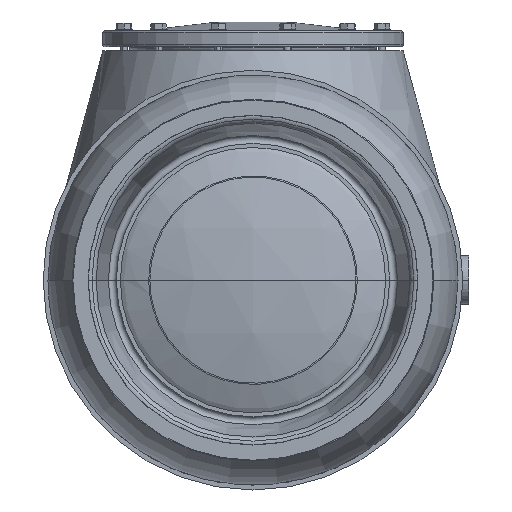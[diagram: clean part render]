
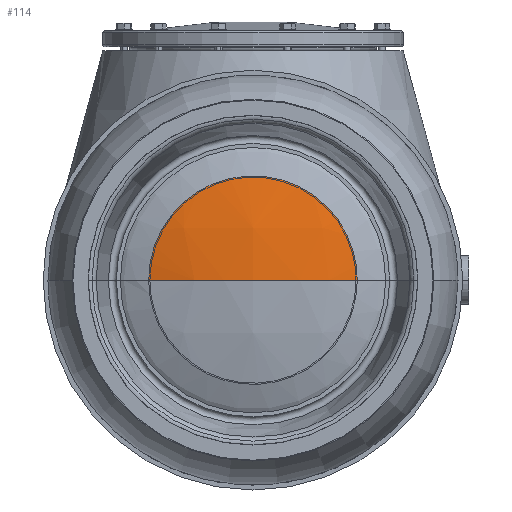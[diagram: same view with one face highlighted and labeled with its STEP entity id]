
A CAD part, front view. The second image highlights one B-rep face of the part: STEP entity #114.
In plain terms, the highlighted spherical face has radius 510 mm.
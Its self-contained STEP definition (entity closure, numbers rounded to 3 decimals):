
#114 = ADVANCED_FACE ( 'NONE', ( #16067 ), #17842, .T. ) ;
#166 = DIRECTION ( 'NONE',  ( 0., 0., -1. ) ) ;
#766 = CARTESIAN_POINT ( 'NONE',  ( -129.722, 16.774, 8.49 ) ) ;
#862 = CARTESIAN_POINT ( 'NONE',  ( -108.58, 11.213, 0. ) ) ;
#2252 = EDGE_CURVE ( 'NONE', #11914, #3098, #3967, .T. ) ;
#2415 = CARTESIAN_POINT ( 'NONE',  ( 16.98, 16.774, 128.886 ) ) ;
#2516 = CARTESIAN_POINT ( 'NONE',  ( 41.798, 16.774, 123.096 ) ) ;
#2532 = B_SPLINE_CURVE_WITH_KNOTS ( 'NONE', 3,
 ( #19823, #766, #5719, #5524, #20126, #5811, #12162, #12061, #16668, #13429, #16765, #18567, #12269, #7150, #15214, #13532, #10486, #8929, #2415, #10390, #2516, #11857, #18666, #18262, #18459, #4169, #19928, #13734, #9025, #5619, #20228, #10297, #7249, #15311 ),
 .UNSPECIFIED., .F., .F.,
 ( 4, 2, 2, 2, 2, 2, 2, 2, 2, 2, 2, 2, 2, 2, 2, 2, 4 ),
 ( 0., 0.063, 0.125, 0.188, 0.25, 0.313, 0.375, 0.438, 0.5, 0.563, 0.625, 0.688, 0.75, 0.813, 0.875, 0.938, 1. ),
 .UNSPECIFIED. ) ;
#3098 = VERTEX_POINT ( 'NONE', #3709 ) ;
#3407 = CARTESIAN_POINT ( 'NONE',  ( 0., 0., 0. ) ) ;
#3709 = CARTESIAN_POINT ( 'NONE',  ( 129.722, 16.774, 0. ) ) ;
#3967 = B_SPLINE_CURVE_WITH_KNOTS ( 'NONE', 3,
 ( #13130, #17951, #8535, #5037, #16072, #17848 ),
 .UNSPECIFIED., .F., .F.,
 ( 4, 2, 4 ),
 ( 0., 0.5, 1. ),
 .UNSPECIFIED. ) ;
#4169 = CARTESIAN_POINT ( 'NONE',  ( 97.731, 16.774, 85.724 ) ) ;
#5037 = CARTESIAN_POINT ( 'NONE',  ( 87.081, 7.014, 0. ) ) ;
#5524 = CARTESIAN_POINT ( 'NONE',  ( -125.573, 16.774, 33.635 ) ) ;
#5619 = CARTESIAN_POINT ( 'NONE',  ( 123.096, 16.774, 41.798 ) ) ;
#5719 = CARTESIAN_POINT ( 'NONE',  ( -128.886, 16.774, 16.98 ) ) ;
#5811 = CARTESIAN_POINT ( 'NONE',  ( -116.598, 16.774, 57.486 ) ) ;
#5963 = CARTESIAN_POINT ( 'NONE',  ( 0., 510., 0. ) ) ;
#7109 = VERTEX_POINT ( 'NONE', #11937 ) ;
#7150 = CARTESIAN_POINT ( 'NONE',  ( -41.798, 16.774, 123.096 ) ) ;
#7249 = CARTESIAN_POINT ( 'NONE',  ( 129.722, 16.774, 8.49 ) ) ;
#8437 = ORIENTED_EDGE ( 'NONE', *, *, #12287, .F. ) ;
#8505 = CARTESIAN_POINT ( 'NONE',  ( -43.721, 1.407, 0. ) ) ;
#8535 = CARTESIAN_POINT ( 'NONE',  ( 43.721, 1.407, 0. ) ) ;
#8929 = CARTESIAN_POINT ( 'NONE',  ( 8.49, 16.774, 129.722 ) ) ;
#9025 = CARTESIAN_POINT ( 'NONE',  ( 116.598, 16.774, 57.486 ) ) ;
#9197 = ORIENTED_EDGE ( 'NONE', *, *, #2252, .T. ) ;
#10297 = CARTESIAN_POINT ( 'NONE',  ( 128.886, 16.774, 16.98 ) ) ;
#10390 = CARTESIAN_POINT ( 'NONE',  ( 33.635, 16.774, 125.573 ) ) ;
#10486 = CARTESIAN_POINT ( 'NONE',  ( -8.49, 16.774, 129.722 ) ) ;
#11857 = CARTESIAN_POINT ( 'NONE',  ( 57.486, 16.774, 116.598 ) ) ;
#11914 = VERTEX_POINT ( 'NONE', #3407 ) ;
#11937 = CARTESIAN_POINT ( 'NONE',  ( -129.722, 16.774, 0. ) ) ;
#12061 = CARTESIAN_POINT ( 'NONE',  ( -103.143, 16.774, 79.129 ) ) ;
#12162 = CARTESIAN_POINT ( 'NONE',  ( -112.577, 16.774, 65.01 ) ) ;
#12269 = CARTESIAN_POINT ( 'NONE',  ( -57.486, 16.774, 116.598 ) ) ;
#12287 = EDGE_CURVE ( 'NONE', #7109, #3098, #2532, .T. ) ;
#12815 = DIRECTION ( 'NONE',  ( -1., 0., 0. ) ) ;
#13130 = CARTESIAN_POINT ( 'NONE',  ( 0., 0., 0. ) ) ;
#13320 = CARTESIAN_POINT ( 'NONE',  ( -87.081, 7.014, 0. ) ) ;
#13429 = CARTESIAN_POINT ( 'NONE',  ( -85.724, 16.774, 97.731 ) ) ;
#13532 = CARTESIAN_POINT ( 'NONE',  ( -16.98, 16.774, 128.886 ) ) ;
#13734 = CARTESIAN_POINT ( 'NONE',  ( 112.577, 16.774, 65.01 ) ) ;
#15214 = CARTESIAN_POINT ( 'NONE',  ( -33.635, 16.774, 125.573 ) ) ;
#15223 = B_SPLINE_CURVE_WITH_KNOTS ( 'NONE', 3,
 ( #18036, #862, #13320, #8505, #19718, #16660 ),
 .UNSPECIFIED., .F., .F.,
 ( 4, 2, 4 ),
 ( 0., 0.5, 1. ),
 .UNSPECIFIED. ) ;
#15311 = CARTESIAN_POINT ( 'NONE',  ( 129.722, 16.774, 0. ) ) ;
#15601 = ORIENTED_EDGE ( 'NONE', *, *, #20198, .T. ) ;
#16067 = FACE_OUTER_BOUND ( 'NONE', #16442, .T. ) ;
#16072 = CARTESIAN_POINT ( 'NONE',  ( 108.58, 11.213, 0. ) ) ;
#16442 = EDGE_LOOP ( 'NONE', ( #15601, #9197, #8437 ) ) ;
#16525 = AXIS2_PLACEMENT_3D ( 'NONE', #5963, #166, #12815 ) ;
#16660 = CARTESIAN_POINT ( 'NONE',  ( 0., 0., 0. ) ) ;
#16668 = CARTESIAN_POINT ( 'NONE',  ( -97.731, 16.774, 85.724 ) ) ;
#16765 = CARTESIAN_POINT ( 'NONE',  ( -79.129, 16.774, 103.143 ) ) ;
#17842 = SPHERICAL_SURFACE ( 'NONE', #16525, 510. ) ;
#17848 = CARTESIAN_POINT ( 'NONE',  ( 129.722, 16.774, 0. ) ) ;
#17951 = CARTESIAN_POINT ( 'NONE',  ( 21.86, 0., 0. ) ) ;
#18036 = CARTESIAN_POINT ( 'NONE',  ( -129.722, 16.774, 0. ) ) ;
#18262 = CARTESIAN_POINT ( 'NONE',  ( 79.129, 16.774, 103.143 ) ) ;
#18459 = CARTESIAN_POINT ( 'NONE',  ( 85.724, 16.774, 97.731 ) ) ;
#18567 = CARTESIAN_POINT ( 'NONE',  ( -65.01, 16.774, 112.577 ) ) ;
#18666 = CARTESIAN_POINT ( 'NONE',  ( 65.01, 16.774, 112.577 ) ) ;
#19718 = CARTESIAN_POINT ( 'NONE',  ( -21.86, 0., 0. ) ) ;
#19823 = CARTESIAN_POINT ( 'NONE',  ( -129.722, 16.774, 0. ) ) ;
#19928 = CARTESIAN_POINT ( 'NONE',  ( 103.143, 16.774, 79.129 ) ) ;
#20126 = CARTESIAN_POINT ( 'NONE',  ( -123.096, 16.774, 41.798 ) ) ;
#20198 = EDGE_CURVE ( 'NONE', #7109, #11914, #15223, .T. ) ;
#20228 = CARTESIAN_POINT ( 'NONE',  ( 125.573, 16.774, 33.635 ) ) ;
